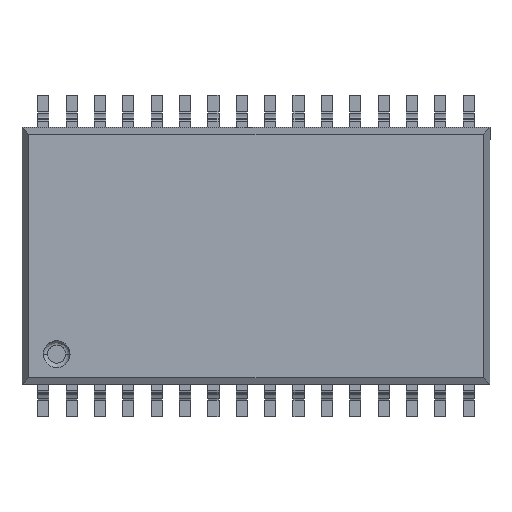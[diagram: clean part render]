
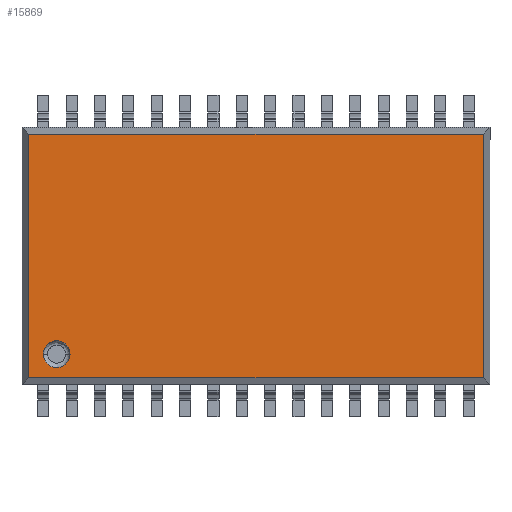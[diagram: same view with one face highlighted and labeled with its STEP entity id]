
A CAD part, top view. The second image highlights one B-rep face of the part: STEP entity #15869.
In plain terms, the highlighted planar face has unit normal (0, 0, 1).
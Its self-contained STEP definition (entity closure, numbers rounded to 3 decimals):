
#198 = CARTESIAN_POINT ( 'NONE',  ( -0.95, 1.05, 3.05 ) ) ;
#258 = VECTOR ( 'NONE', #31143, 1000. ) ;
#658 = CARTESIAN_POINT ( 'NONE',  ( 19.7, 12.25, 3.05 ) ) ;
#852 = AXIS2_PLACEMENT_3D ( 'NONE', #31940, #27321, #14178 ) ;
#990 = CARTESIAN_POINT ( 'NONE',  ( 1.2, 2.4, 3.05 ) ) ;
#1075 = EDGE_CURVE ( 'NONE', #22434, #23723, #5701, .T. ) ;
#1249 = CARTESIAN_POINT ( 'NONE',  ( 20., 1.35, 3.05 ) ) ;
#1864 = DIRECTION ( 'NONE',  ( 1., 0., 0. ) ) ;
#2073 = ORIENTED_EDGE ( 'NONE', *, *, #5685, .T. ) ;
#3001 = ORIENTED_EDGE ( 'NONE', *, *, #20453, .F. ) ;
#3904 = CARTESIAN_POINT ( 'NONE',  ( 0.6, 2.4, 3.05 ) ) ;
#4342 = ORIENTED_EDGE ( 'NONE', *, *, #6422, .F. ) ;
#4479 = LINE ( 'NONE', #17506, #258 ) ;
#5685 = EDGE_CURVE ( 'NONE', #23723, #22434, #8163, .T. ) ;
#5701 = CIRCLE ( 'NONE', #852, 0.6 ) ;
#6422 = EDGE_CURVE ( 'NONE', #18771, #23039, #29355, .T. ) ;
#6617 = CARTESIAN_POINT ( 'NONE',  ( -0.95, 12.25, 3.05 ) ) ;
#6806 = VERTEX_POINT ( 'NONE', #14716 ) ;
#6813 = AXIS2_PLACEMENT_3D ( 'NONE', #198, #7833, #13115 ) ;
#6878 = VERTEX_POINT ( 'NONE', #31273 ) ;
#7833 = DIRECTION ( 'NONE',  ( 0., 0., 1. ) ) ;
#8163 = CIRCLE ( 'NONE', #16895, 0.6 ) ;
#9449 = LINE ( 'NONE', #22776, #28522 ) ;
#9586 = ORIENTED_EDGE ( 'NONE', *, *, #14656, .F. ) ;
#13115 = DIRECTION ( 'NONE',  ( 1., 0., 0. ) ) ;
#14178 = DIRECTION ( 'NONE',  ( 1., 0., 0. ) ) ;
#14531 = ORIENTED_EDGE ( 'NONE', *, *, #32190, .F. ) ;
#14656 = EDGE_CURVE ( 'NONE', #23039, #6806, #9449, .T. ) ;
#14716 = CARTESIAN_POINT ( 'NONE',  ( 19.7, 1.35, 3.05 ) ) ;
#15160 = EDGE_LOOP ( 'NONE', ( #9586, #4342, #14531, #3001 ) ) ;
#15345 = FACE_OUTER_BOUND ( 'NONE', #15160, .T. ) ;
#15869 = ADVANCED_FACE ( 'NONE', ( #15345, #20669 ), #28496, .T. ) ;
#16895 = AXIS2_PLACEMENT_3D ( 'NONE', #3904, #25235, #1864 ) ;
#17506 = CARTESIAN_POINT ( 'NONE',  ( -0.65, 1.05, 3.05 ) ) ;
#18545 = VECTOR ( 'NONE', #24410, 1000. ) ;
#18647 = ORIENTED_EDGE ( 'NONE', *, *, #1075, .T. ) ;
#18771 = VERTEX_POINT ( 'NONE', #28863 ) ;
#18991 = EDGE_LOOP ( 'NONE', ( #2073, #18647 ) ) ;
#20453 = EDGE_CURVE ( 'NONE', #6806, #6878, #27163, .T. ) ;
#20669 = FACE_BOUND ( 'NONE', #18991, .T. ) ;
#20915 = CARTESIAN_POINT ( 'NONE',  ( 0., 2.4, 3.05 ) ) ;
#22434 = VERTEX_POINT ( 'NONE', #20915 ) ;
#22776 = CARTESIAN_POINT ( 'NONE',  ( 19.7, 12.55, 3.05 ) ) ;
#23039 = VERTEX_POINT ( 'NONE', #658 ) ;
#23723 = VERTEX_POINT ( 'NONE', #990 ) ;
#24410 = DIRECTION ( 'NONE',  ( 1., 0., 0. ) ) ;
#25235 = DIRECTION ( 'NONE',  ( 0., 0., -1. ) ) ;
#26845 = DIRECTION ( 'NONE',  ( -1., 0., 0. ) ) ;
#27163 = LINE ( 'NONE', #1249, #32633 ) ;
#27321 = DIRECTION ( 'NONE',  ( 0., 0., -1. ) ) ;
#28068 = DIRECTION ( 'NONE',  ( 0., -1., 0. ) ) ;
#28496 = PLANE ( 'NONE',  #6813 ) ;
#28522 = VECTOR ( 'NONE', #28068, 1000. ) ;
#28863 = CARTESIAN_POINT ( 'NONE',  ( -0.65, 12.25, 3.05 ) ) ;
#29355 = LINE ( 'NONE', #6617, #18545 ) ;
#31143 = DIRECTION ( 'NONE',  ( 0., 1., 0. ) ) ;
#31273 = CARTESIAN_POINT ( 'NONE',  ( -0.65, 1.35, 3.05 ) ) ;
#31940 = CARTESIAN_POINT ( 'NONE',  ( 0.6, 2.4, 3.05 ) ) ;
#32190 = EDGE_CURVE ( 'NONE', #6878, #18771, #4479, .T. ) ;
#32633 = VECTOR ( 'NONE', #26845, 1000. ) ;
